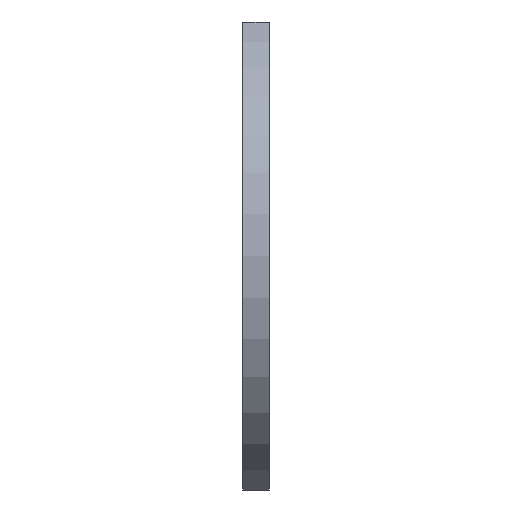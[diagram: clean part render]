
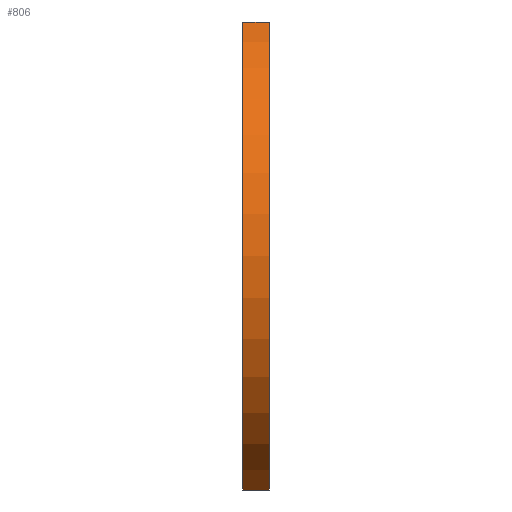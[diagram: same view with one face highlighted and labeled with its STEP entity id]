
A CAD part, left-side view. The second image highlights one B-rep face of the part: STEP entity #806.
In plain terms, the highlighted cylindrical face has radius 29.21 mm (diameter 58.42 mm), a partial arc.
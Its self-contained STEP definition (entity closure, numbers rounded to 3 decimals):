
#41=CIRCLE('',#862,29.21);
#42=CIRCLE('',#863,29.21);
#89=CYLINDRICAL_SURFACE('',#861,29.21);
#111=FACE_OUTER_BOUND('',#152,.T.);
#152=EDGE_LOOP('',(#555,#556,#557,#558));
#218=LINE('',#1202,#287);
#222=LINE('',#1212,#291);
#287=VECTOR('',#953,10.);
#291=VECTOR('',#961,10.);
#356=VERTEX_POINT('',#1200);
#357=VERTEX_POINT('',#1201);
#360=VERTEX_POINT('',#1209);
#361=VERTEX_POINT('',#1211);
#434=EDGE_CURVE('',#356,#357,#218,.T.);
#438=EDGE_CURVE('',#360,#357,#41,.T.);
#439=EDGE_CURVE('',#360,#361,#222,.T.);
#440=EDGE_CURVE('',#361,#356,#42,.T.);
#555=ORIENTED_EDGE('',*,*,#434,.T.);
#556=ORIENTED_EDGE('',*,*,#438,.F.);
#557=ORIENTED_EDGE('',*,*,#439,.T.);
#558=ORIENTED_EDGE('',*,*,#440,.T.);
#806=ADVANCED_FACE('',(#111),#89,.T.);
#861=AXIS2_PLACEMENT_3D('',#1208,#957,#958);
#862=AXIS2_PLACEMENT_3D('',#1210,#959,#960);
#863=AXIS2_PLACEMENT_3D('',#1213,#962,#963);
#953=DIRECTION('',(0.,1.,0.));
#957=DIRECTION('center_axis',(0.,1.,0.));
#958=DIRECTION('ref_axis',(-0.006,0.,-1.));
#959=DIRECTION('center_axis',(0.,1.,0.));
#960=DIRECTION('ref_axis',(-0.006,0.,-1.));
#961=DIRECTION('',(0.,-1.,0.));
#962=DIRECTION('center_axis',(0.,1.,0.));
#963=DIRECTION('ref_axis',(-0.006,0.,-1.));
#1200=CARTESIAN_POINT('',(-49.989,0.,26.681));
#1201=CARTESIAN_POINT('',(-49.989,3.,26.681));
#1202=CARTESIAN_POINT('',(-49.989,0.,26.681));
#1208=CARTESIAN_POINT('Origin',(-38.1,0.,
0.));
#1209=CARTESIAN_POINT('',(-50.001,3.,-26.676));
#1210=CARTESIAN_POINT('Origin',(-38.1,3.,0.));
#1211=CARTESIAN_POINT('',(-50.001,0.,-26.676));
#1212=CARTESIAN_POINT('',(-50.001,0.,-26.676));
#1213=CARTESIAN_POINT('Origin',(-38.1,0.,
0.));
